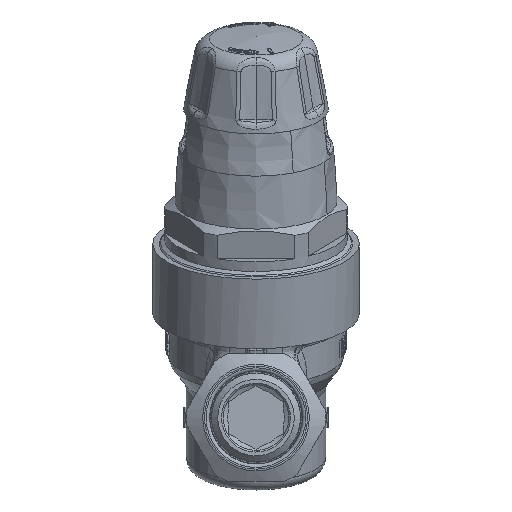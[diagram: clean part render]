
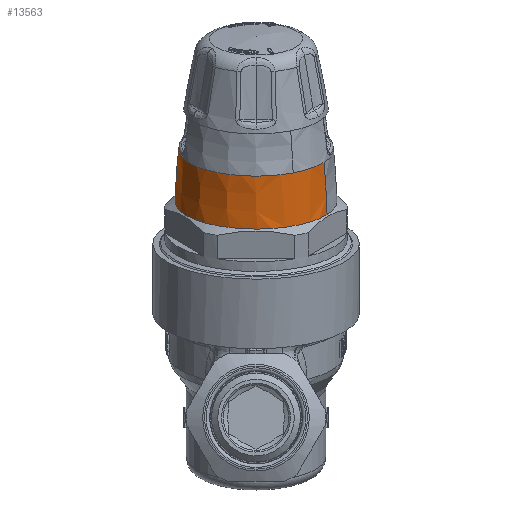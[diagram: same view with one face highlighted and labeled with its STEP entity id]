
A CAD part, front view. The second image highlights one B-rep face of the part: STEP entity #13563.
In plain terms, the highlighted free-form (B-spline) face has degree [3, 2] with [4, 11] control points.
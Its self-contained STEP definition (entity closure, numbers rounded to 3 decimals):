
#1314=(
BOUNDED_SURFACE()
B_SPLINE_SURFACE(3,2,((#19356,#19357,#19358,#19359,#19360,#19361,#19362,
#19363,#19364,#19365,#19366),(#19367,#19368,#19369,#19370,#19371,#19372,
#19373,#19374,#19375,#19376,#19377),(#19378,#19379,#19380,#19381,#19382,
#19383,#19384,#19385,#19386,#19387,#19388),(#19389,#19390,#19391,#19392,
#19393,#19394,#19395,#19396,#19397,#19398,#19399)),.UNSPECIFIED.,.F.,.T.,
 .F.)
B_SPLINE_SURFACE_WITH_KNOTS((4,4),(3,2,2,2,2,3),(7.588,23.622),
(5.77,6.283,7.854,9.425,10.996,
12.053),.UNSPECIFIED.)
GEOMETRIC_REPRESENTATION_ITEM()
RATIONAL_B_SPLINE_SURFACE(((0.871,0.904,1.,0.707,
1.,0.707,1.,0.707,1.,0.803,0.871),
(0.871,0.904,1.,0.707,1.,0.707,
1.,0.707,1.,0.803,0.871),(0.871,
0.904,1.,0.707,1.,0.707,1.,0.707,
1.,0.803,0.871),(0.871,0.904,
1.,0.707,1.,0.707,1.,0.707,1.,0.803,
0.871)))
REPRESENTATION_ITEM('')
SURFACE()
);
#1734=FACE_OUTER_BOUND('',#2579,.T.);
#2579=EDGE_LOOP('',(#8481,#8482,#8483,#8484,#8485));
#4296=CIRCLE('',#14437,0.925);
#4297=CIRCLE('',#14438,9.843);
#4298=CIRCLE('',#14439,0.886);
#4299=CIRCLE('',#14440,0.886);
#4300=CIRCLE('',#14441,9.843);
#5089=VERTEX_POINT('',#19400);
#5090=VERTEX_POINT('',#19401);
#5091=VERTEX_POINT('',#19403);
#5092=VERTEX_POINT('',#19405);
#5093=VERTEX_POINT('',#19407);
#6376=EDGE_CURVE('',#5089,#5090,#4296,.T.);
#6377=EDGE_CURVE('',#5089,#5091,#4297,.T.);
#6378=EDGE_CURVE('',#5092,#5091,#4298,.F.);
#6379=EDGE_CURVE('',#5093,#5092,#4299,.F.);
#6380=EDGE_CURVE('',#5090,#5093,#4300,.T.);
#8481=ORIENTED_EDGE('',*,*,#6376,.F.);
#8482=ORIENTED_EDGE('',*,*,#6377,.T.);
#8483=ORIENTED_EDGE('',*,*,#6378,.F.);
#8484=ORIENTED_EDGE('',*,*,#6379,.F.);
#8485=ORIENTED_EDGE('',*,*,#6380,.F.);
#13563=ADVANCED_FACE('',(#1734),#1314,.F.);
#14437=AXIS2_PLACEMENT_3D('',#19402,#15945,#15946);
#14438=AXIS2_PLACEMENT_3D('',#19404,#15947,#15948);
#14439=AXIS2_PLACEMENT_3D('',#19406,#15949,#15950);
#14440=AXIS2_PLACEMENT_3D('',#19408,#15951,#15952);
#14441=AXIS2_PLACEMENT_3D('',#19409,#15953,#15954);
#15945=DIRECTION('center_axis',(0.,0.342,
-0.94));
#15946=DIRECTION('ref_axis',(1.,0.,0.));
#15947=DIRECTION('center_axis',(-0.479,-0.825,-0.3));
#15948=DIRECTION('ref_axis',(0.874,-0.481,-0.075));
#15949=DIRECTION('center_axis',(0.,0.342,
-0.94));
#15950=DIRECTION('ref_axis',(1.,0.,0.));
#15951=DIRECTION('center_axis',(0.,0.342,
-0.94));
#15952=DIRECTION('ref_axis',(1.,0.,0.));
#15953=DIRECTION('center_axis',(0.479,0.825,0.3));
#15954=DIRECTION('ref_axis',(-0.874,0.416,0.252));
#19356=CARTESIAN_POINT('Ctrl Pts',(-0.812,-0.483,
2.623));
#19357=CARTESIAN_POINT('Ctrl Pts',(-0.925,-0.678,
2.552));
#19358=CARTESIAN_POINT('Ctrl Pts',(-0.925,-0.9,
2.472));
#19359=CARTESIAN_POINT('Ctrl Pts',(-0.925,-1.769,
2.155));
#19360=CARTESIAN_POINT('Ctrl Pts',(0.,-1.769,
2.155));
#19361=CARTESIAN_POINT('Ctrl Pts',(0.925,-1.769,
2.155));
#19362=CARTESIAN_POINT('Ctrl Pts',(0.925,-0.9,2.472));
#19363=CARTESIAN_POINT('Ctrl Pts',(0.925,-0.03,
2.788));
#19364=CARTESIAN_POINT('Ctrl Pts',(0.,-0.03,
2.788));
#19365=CARTESIAN_POINT('Ctrl Pts',(-0.549,-0.03,
2.788));
#19366=CARTESIAN_POINT('Ctrl Pts',(-0.812,-0.483,
2.623));
#19367=CARTESIAN_POINT('Ctrl Pts',(-0.806,-0.558,
2.82));
#19368=CARTESIAN_POINT('Ctrl Pts',(-0.919,-0.751,
2.749));
#19369=CARTESIAN_POINT('Ctrl Pts',(-0.919,-0.971,
2.669));
#19370=CARTESIAN_POINT('Ctrl Pts',(-0.919,-1.835,
2.355));
#19371=CARTESIAN_POINT('Ctrl Pts',(0.,-1.835,
2.355));
#19372=CARTESIAN_POINT('Ctrl Pts',(0.919,-1.835,2.355));
#19373=CARTESIAN_POINT('Ctrl Pts',(0.919,-0.971,
2.669));
#19374=CARTESIAN_POINT('Ctrl Pts',(0.919,-0.108,
2.983));
#19375=CARTESIAN_POINT('Ctrl Pts',(0.,-0.108,
2.983));
#19376=CARTESIAN_POINT('Ctrl Pts',(-0.545,-0.108,
2.983));
#19377=CARTESIAN_POINT('Ctrl Pts',(-0.806,-0.558,
2.82));
#19378=CARTESIAN_POINT('Ctrl Pts',(-0.795,-0.635,
3.015));
#19379=CARTESIAN_POINT('Ctrl Pts',(-0.906,-0.826,
2.946));
#19380=CARTESIAN_POINT('Ctrl Pts',(-0.906,-1.043,
2.867));
#19381=CARTESIAN_POINT('Ctrl Pts',(-0.906,-1.894,
2.557));
#19382=CARTESIAN_POINT('Ctrl Pts',(0.,-1.894,
2.557));
#19383=CARTESIAN_POINT('Ctrl Pts',(0.906,-1.894,
2.557));
#19384=CARTESIAN_POINT('Ctrl Pts',(0.906,-1.043,
2.867));
#19385=CARTESIAN_POINT('Ctrl Pts',(0.906,-0.192,
3.176));
#19386=CARTESIAN_POINT('Ctrl Pts',(0.,-0.192,
3.176));
#19387=CARTESIAN_POINT('Ctrl Pts',(-0.537,-0.192,
3.176));
#19388=CARTESIAN_POINT('Ctrl Pts',(-0.795,-0.635,
3.015));
#19389=CARTESIAN_POINT('Ctrl Pts',(-0.777,-0.716,
3.209));
#19390=CARTESIAN_POINT('Ctrl Pts',(-0.886,-0.902,
3.141));
#19391=CARTESIAN_POINT('Ctrl Pts',(-0.886,-1.115,
3.063));
#19392=CARTESIAN_POINT('Ctrl Pts',(-0.886,-1.947,
2.76));
#19393=CARTESIAN_POINT('Ctrl Pts',(0.,-1.947,
2.76));
#19394=CARTESIAN_POINT('Ctrl Pts',(0.886,-1.947,
2.76));
#19395=CARTESIAN_POINT('Ctrl Pts',(0.886,-1.115,
3.063));
#19396=CARTESIAN_POINT('Ctrl Pts',(0.886,-0.283,
3.366));
#19397=CARTESIAN_POINT('Ctrl Pts',(0.,-0.283,
3.366));
#19398=CARTESIAN_POINT('Ctrl Pts',(-0.525,-0.283,
3.366));
#19399=CARTESIAN_POINT('Ctrl Pts',(-0.777,-0.716,
3.209));
#19400=CARTESIAN_POINT('',(0.812,-1.316,2.32));
#19401=CARTESIAN_POINT('',(-0.812,-0.483,2.623));
#19402=CARTESIAN_POINT('Origin',(0.,-0.9,2.472));
#19403=CARTESIAN_POINT('',(0.777,-1.514,2.918));
#19404=CARTESIAN_POINT('Origin',(-7.822,3.218,3.652));
#19405=CARTESIAN_POINT('',(0.425,-1.846,2.798));
#19406=CARTESIAN_POINT('Origin',(0.,-1.115,
3.063));
#19407=CARTESIAN_POINT('',(-0.777,-0.716,3.209));
#19408=CARTESIAN_POINT('Origin',(0.,-1.115,
3.063));
#19409=CARTESIAN_POINT('Origin',(7.822,-4.813,0.729));
